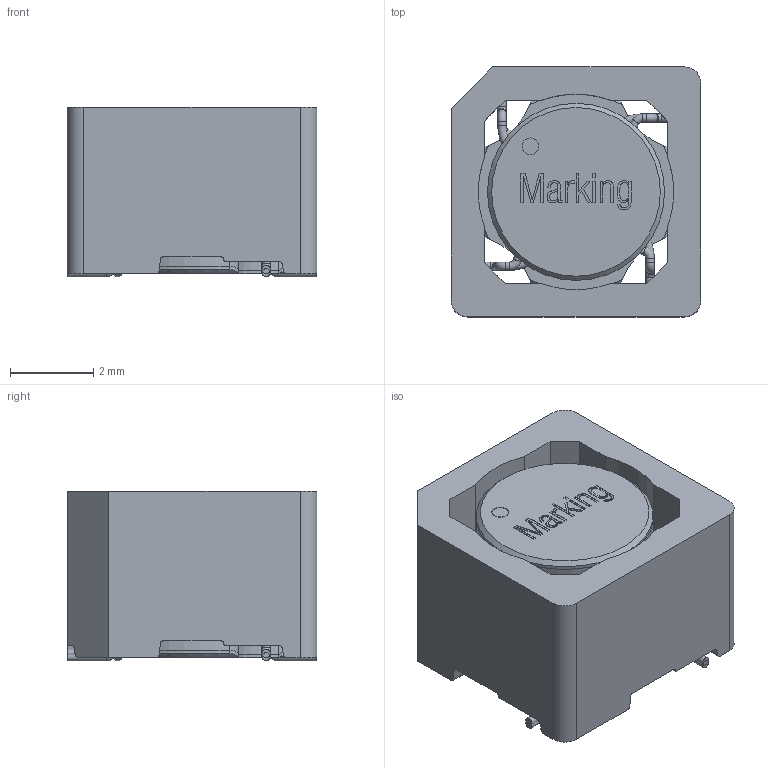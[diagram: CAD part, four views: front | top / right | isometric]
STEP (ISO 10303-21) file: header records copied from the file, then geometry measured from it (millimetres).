
FILE_DESCRIPTION( ( 'Unknown' ), '1' );
FILE_NAME( 'IndEHP_5838.stp', 'Unknown', ( 'Unknown' ), ( 'Unknown' ), 'PSStep 13.0', 'Unknown', ' ' );
FILE_SCHEMA( ( 'AUTOMOTIVE_DESIGN { 1 0 10303 214 1 1 1 1 }' ) );
Length unit declared in the file: millimetre
Products named in the file (5): Assem1; shielding_test; DrumCore_NEW
Bounding box: 6 x 6 x 4.08 mm (x, y, z)
Surface area: 890.5 mm2
Topology: 8 solids, 8 shells, 636 faces, 1594 edges, 976 vertices
Faces by surface type: plane 258, cylinder 176, bspline 78, torus 64, extrusion 24, cone 20, sphere 16
Full cylindrical faces by diameter (mm): 0.2 x26, 0.4 x2, 0.8 x2, 1.6 x2, 4.25 x2
Entity records: 15968 total; most frequent: CARTESIAN_POINT 6369, ORIENTED_EDGE 1472, DIRECTION 1368, EDGE_CURVE 736, AXIS2_PLACEMENT_3D 546, VERTEX_POINT 486, EDGE_LOOP 380, FACE_OUTER_BOUND 363
